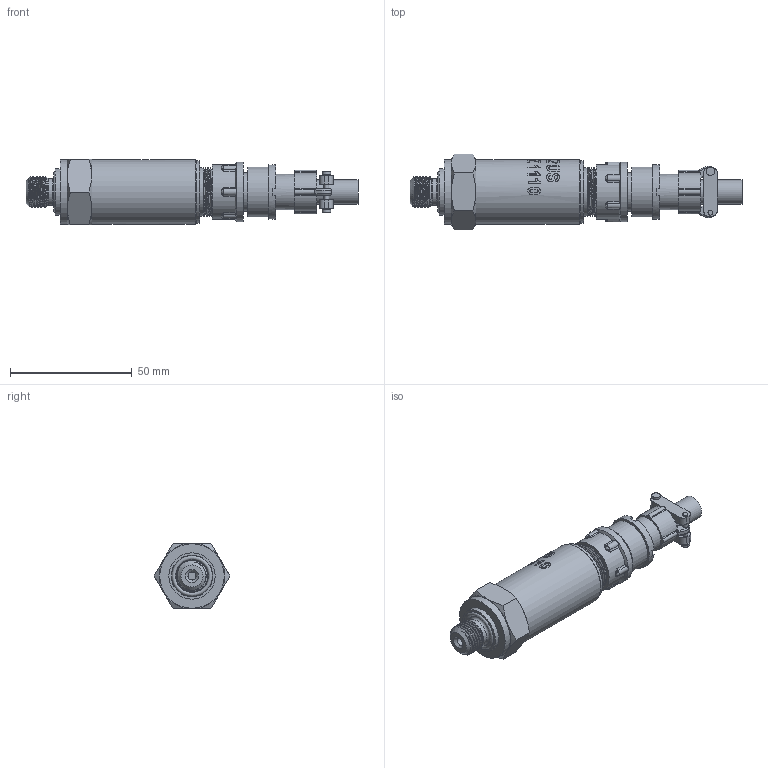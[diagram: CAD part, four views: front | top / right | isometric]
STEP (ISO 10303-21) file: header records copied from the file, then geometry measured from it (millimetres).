
FILE_DESCRIPTION(/* description */ (''),/* implementation_level */ '2;1');
FILE_NAME(/* name */ 'APZ1110_sqqqqqqqq_2RMDT.step',/* time_stamp */ '2021-08-03T13:55:10+03:00',/* author */ (''),/* organization */ (''),/* preprocessor_version */ 'ST-DEVELOPER v18.1',/* originating_system */ 'Autodesk Translation Framework v10.9.0.1377',/* authorisation */ '');
FILE_SCHEMA (('AUTOMOTIVE_DESIGN { 1 0 10303 214 3 1 1 }'));
Length unit declared in the file: millimetre
Products named in the file (5): АПЗ 1110 - filled; СТ063.000.083 (стакан 
с вальцем) v2; RMDT male v5; RMDT female v7; G1/4 DIN
Assembly tree (4 placements, depth 2):
  АПЗ 1110 - filled
    СТ063.000.083 (стакан 
с вальцем) v2
    RMDT male v5
    RMDT female v7
    G1/4 DIN
Bounding box: 136.42 x 31.18 x 27 mm (x, y, z)
Volume: 50021 mm3; surface area: 18340.3 mm2
Topology: 4 solids, 4 shells, 725 faces, 1873 edges, 1224 vertices
Faces by surface type: bspline 335, plane 187, cylinder 155, cone 24, torus 20, sphere 4
Full cylindrical faces by diameter (mm): 1 x4, 2 x20, 3.3 x1, 3.5 x2, 9 x1, 10 x1, 11 x2, 11.445 x5, 13 x1, 13.032 x1, 13.5 x1, 14.5 x1, 15 x1, 15.8 x1, 16 x2, 16.7 x1, 16.741 x2, 17.884 x2, 18 x1, 18.741 x8, 19 x1, 19.8 x1, 19.884 x9, 20 x1, 20.5 x1, 22.3 x1, 22.5 x2, 24.5 x3, 25.5 x1, 26.5 x2
Entity records: 36928 total; most frequent: CARTESIAN_POINT 21314, ORIENTED_EDGE 3738, DIRECTION 2220, EDGE_CURVE 1869, VERTEX_POINT 1224, EDGE_LOOP 807, B_SPLINE_CURVE_WITH_KNOTS 777, AXIS2_PLACEMENT_3D 753
